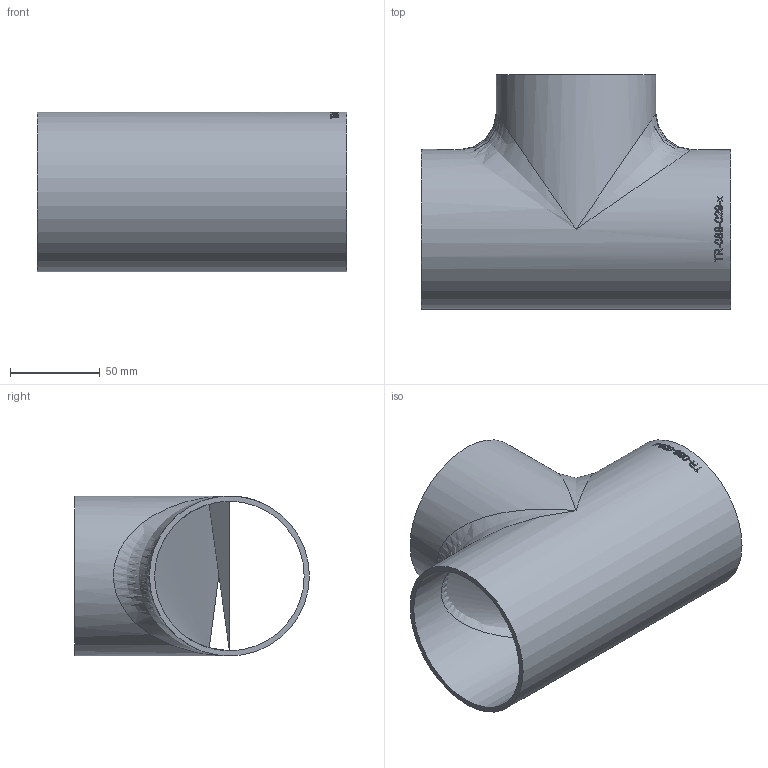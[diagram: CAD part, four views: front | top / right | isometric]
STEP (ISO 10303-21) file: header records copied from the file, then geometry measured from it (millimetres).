
FILE_DESCRIPTION (( 'STEP AP214' ), '1' );
FILE_NAME ('TR-088-029-x T-Stück Ø88,9x2,9 BL172 1910.STEP', '2019-10-15T12:52:40', ( '' ), ( '' ), 'SwSTEP 2.0', 'SolidWorks 2016', '' );
FILE_SCHEMA (( 'AUTOMOTIVE_DESIGN' ));
Length unit declared in the file: millimetre
Products named in the file (1): TR-088-029-x T-Stück Ø88,9x2,9 BL172 1910
Bounding box: 172 x 130.45 x 88.9 mm (x, y, z)
Volume: 157150.6 mm3; surface area: 110746.2 mm2
Topology: 1 solids, 1 shells, 164 faces, 430 edges, 278 vertices
Faces by surface type: bspline 101, plane 39, cylinder 24
Full cylindrical faces by diameter (mm): 83.1 x2, 88.9 x2
Entity records: 22601 total; most frequent: CARTESIAN_POINT 17884, ORIENTED_EDGE 826, EDGE_CURVE 413, B_SPLINE_CURVE_WITH_KNOTS 299, DIRECTION 284, VERTEX_POINT 276, EDGE_LOOP 193, FACE_OUTER_BOUND 168
